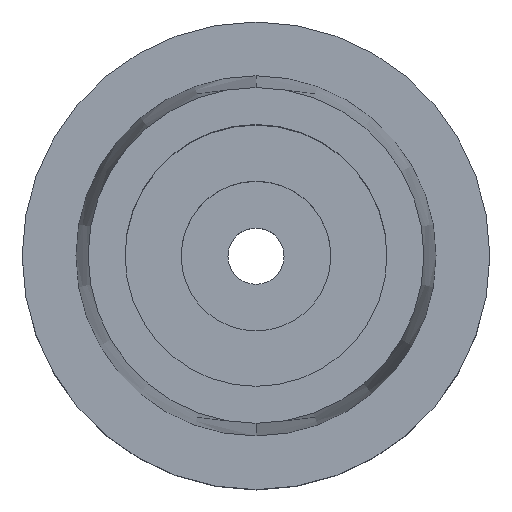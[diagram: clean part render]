
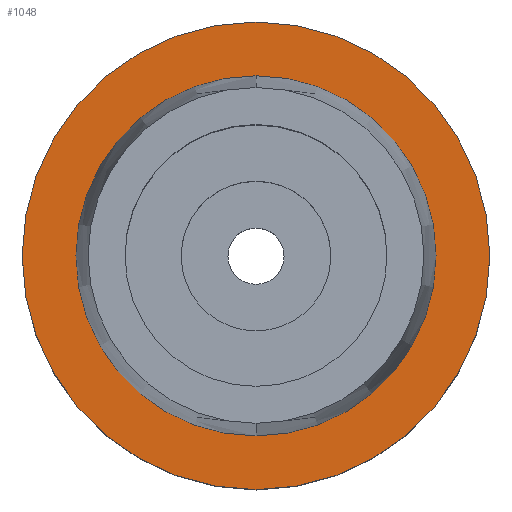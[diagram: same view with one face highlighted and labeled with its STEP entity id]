
A CAD part, top view. The second image highlights one B-rep face of the part: STEP entity #1048.
In plain terms, the highlighted planar face has unit normal (0, 0, 1).
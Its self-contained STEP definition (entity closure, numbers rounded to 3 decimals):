
#91=CARTESIAN_POINT('',(0.,0.,0.));
#92=DIRECTION('',(0.,0.,-1.));
#93=DIRECTION('',(0.,-1.,0.));
#94=AXIS2_PLACEMENT_3D('',#91,#92,#93);
#99=CARTESIAN_POINT('',(0.,0.,0.));
#100=DIRECTION('',(0.,0.,-1.));
#101=DIRECTION('',(0.,1.,0.));
#102=AXIS2_PLACEMENT_3D('',#99,#100,#101);
#107=CARTESIAN_POINT('',(0.,0.,0.));
#108=DIRECTION('',(0.,0.,1.));
#109=DIRECTION('',(0.,-1.,0.));
#110=AXIS2_PLACEMENT_3D('',#107,#108,#109);
#115=CARTESIAN_POINT('',(0.,0.,0.));
#116=DIRECTION('',(0.,0.,1.));
#117=DIRECTION('',(0.,1.,0.));
#118=AXIS2_PLACEMENT_3D('',#115,#116,#117);
#979=CARTESIAN_POINT('',(0.,12.5,0.));
#980=VERTEX_POINT('',#979);
#981=CARTESIAN_POINT('',(0.,-12.5,0.));
#982=VERTEX_POINT('',#981);
#983=CARTESIAN_POINT('',(0.,-9.625,0.));
#984=CARTESIAN_POINT('',(0.,9.625,0.));
#985=VERTEX_POINT('',#983);
#986=VERTEX_POINT('',#984);
#1033=CARTESIAN_POINT('',(0.,0.,0.));
#1034=DIRECTION('',(0.,0.,-1.));
#1035=DIRECTION('',(0.,-1.,0.));
#1036=AXIS2_PLACEMENT_3D('',#1033,#1034,#1035);
#1037=PLANE('',#1036);
#1039=ORIENTED_EDGE('',*,*,#1038,.T.);
#1041=ORIENTED_EDGE('',*,*,#1040,.T.);
#1042=EDGE_LOOP('',(#1039,#1041));
#1043=FACE_OUTER_BOUND('',#1042,.F.);
#1044=ORIENTED_EDGE('',*,*,#1026,.T.);
#1045=ORIENTED_EDGE('',*,*,#1015,.T.);
#1046=EDGE_LOOP('',(#1044,#1045));
#1047=FACE_BOUND('',#1046,.F.);
#95=CIRCLE('',#94,12.5);
#103=CIRCLE('',#102,12.5);
#111=CIRCLE('',#110,9.625);
#119=CIRCLE('',#118,9.625);
#1015=EDGE_CURVE('',#986,#985,#119,.T.);
#1026=EDGE_CURVE('',#985,#986,#111,.T.);
#1038=EDGE_CURVE('',#982,#980,#95,.T.);
#1040=EDGE_CURVE('',#980,#982,#103,.T.);
#1048=ADVANCED_FACE('',(#1043,#1047),#1037,.F.);
